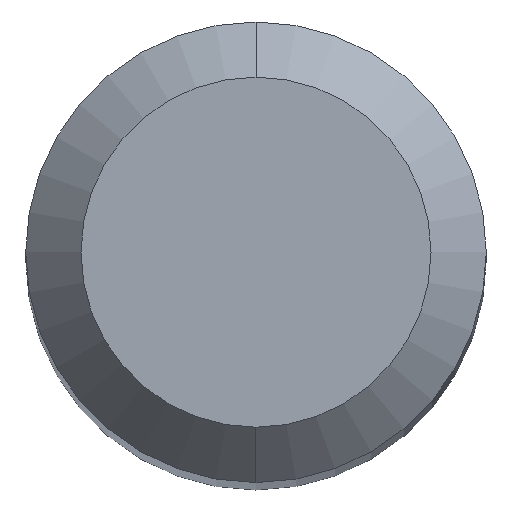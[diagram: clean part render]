
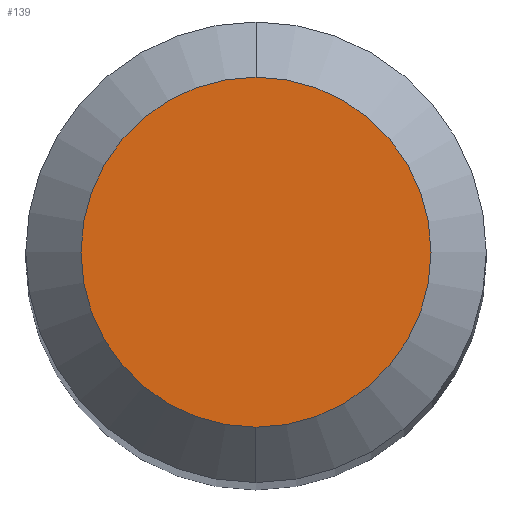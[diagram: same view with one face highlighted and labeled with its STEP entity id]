
A CAD part, top view. The second image highlights one B-rep face of the part: STEP entity #139.
In plain terms, the highlighted planar face has unit normal (0, 0, 1).
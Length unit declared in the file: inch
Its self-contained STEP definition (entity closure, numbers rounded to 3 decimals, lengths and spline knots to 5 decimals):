
#7 = EDGE_CURVE ( 'NONE', #518, #68, #83, .T. ) ;
#60 = FACE_OUTER_BOUND ( 'NONE', #243, .T. ) ;
#68 = VERTEX_POINT ( 'NONE', #318 ) ;
#75 = DIRECTION ( 'NONE',  ( 0., -1., 0. ) ) ;
#83 = CIRCLE ( 'NONE', #124, 0.0475 ) ;
#90 = CIRCLE ( 'NONE', #498, 0.0475 ) ;
#102 = DIRECTION ( 'NONE',  ( 0., 0., -1. ) ) ;
#104 = ORIENTED_EDGE ( 'NONE', *, *, #128, .T. ) ;
#124 = AXIS2_PLACEMENT_3D ( 'NONE', #277, #438, #75 ) ;
#128 = EDGE_CURVE ( 'NONE', #68, #518, #90, .T. ) ;
#139 = ADVANCED_FACE ( 'NONE', ( #60 ), #305, .F. ) ;
#148 = CARTESIAN_POINT ( 'NONE',  ( 0., 0.0475, 0. ) ) ;
#212 = ORIENTED_EDGE ( 'NONE', *, *, #7, .T. ) ;
#231 = DIRECTION ( 'NONE',  ( 0., -1., 0. ) ) ;
#243 = EDGE_LOOP ( 'NONE', ( #212, #104 ) ) ;
#277 = CARTESIAN_POINT ( 'NONE',  ( 0., 0., 0. ) ) ;
#296 = CARTESIAN_POINT ( 'NONE',  ( 0., 0.0475, 0. ) ) ;
#305 = PLANE ( 'NONE',  #365 ) ;
#318 = CARTESIAN_POINT ( 'NONE',  ( 0., -0.0475, 0. ) ) ;
#343 = CARTESIAN_POINT ( 'NONE',  ( 0., 0., 0. ) ) ;
#365 = AXIS2_PLACEMENT_3D ( 'NONE', #148, #102, #471 ) ;
#395 = DIRECTION ( 'NONE',  ( 0., 0., 1. ) ) ;
#438 = DIRECTION ( 'NONE',  ( 0., 0., 1. ) ) ;
#471 = DIRECTION ( 'NONE',  ( 0., 1., 0. ) ) ;
#498 = AXIS2_PLACEMENT_3D ( 'NONE', #343, #395, #231 ) ;
#518 = VERTEX_POINT ( 'NONE', #296 ) ;
